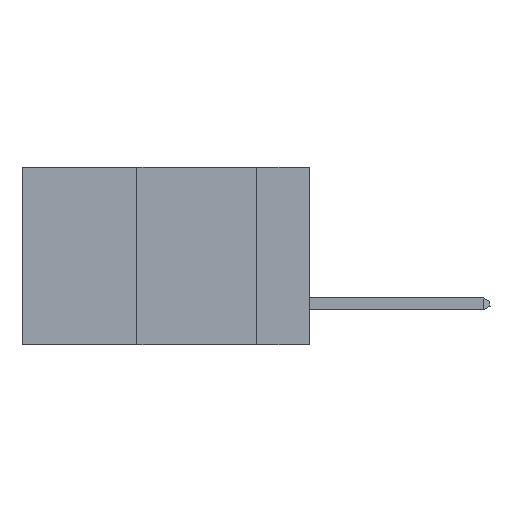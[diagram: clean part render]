
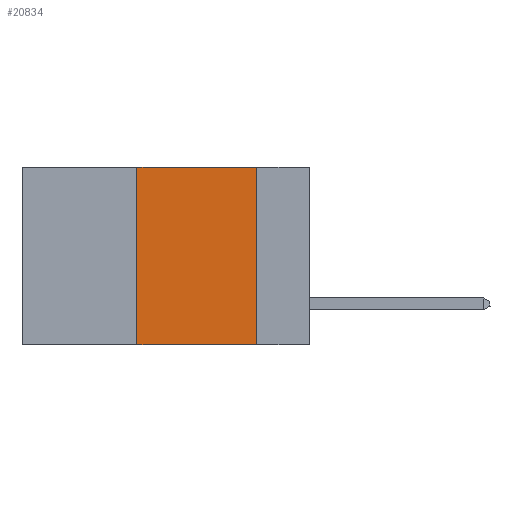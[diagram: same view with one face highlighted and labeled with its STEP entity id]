
A CAD part, left-side view. The second image highlights one B-rep face of the part: STEP entity #20834.
In plain terms, the highlighted planar face has unit normal (-1, 0, 0).
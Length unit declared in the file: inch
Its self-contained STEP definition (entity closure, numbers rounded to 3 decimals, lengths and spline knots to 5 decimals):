
#595 = CARTESIAN_POINT ( 'NONE',  ( 0., 0.11, 0. ) ) ;
#954 = AXIS2_PLACEMENT_3D ( 'NONE', #21586, #6522, #36781 ) ;
#3085 = VERTEX_POINT ( 'NONE', #23665 ) ;
#4551 = EDGE_CURVE ( 'NONE', #15458, #18265, #27511, .T. ) ;
#6522 = DIRECTION ( 'NONE',  ( 1., 0., 0. ) ) ;
#7078 = CARTESIAN_POINT ( 'NONE',  ( 0., 0.6, 0. ) ) ;
#10258 = CARTESIAN_POINT ( 'NONE',  ( 0., 0.11, -0.37 ) ) ;
#12496 = VERTEX_POINT ( 'NONE', #10258 ) ;
#12764 = CARTESIAN_POINT ( 'NONE',  ( 0., 0.36, 0. ) ) ;
#14945 = CARTESIAN_POINT ( 'NONE',  ( 0., 0.36, 0. ) ) ;
#15067 = VECTOR ( 'NONE', #27074, 39.37008 ) ;
#15458 = VERTEX_POINT ( 'NONE', #23675 ) ;
#17502 = PLANE ( 'NONE',  #954 ) ;
#18265 = VERTEX_POINT ( 'NONE', #14945 ) ;
#18843 = EDGE_CURVE ( 'NONE', #15458, #12496, #39490, .T. ) ;
#20834 = ADVANCED_FACE ( 'NONE', ( #44678 ), #17502, .F. ) ;
#21122 = CARTESIAN_POINT ( 'NONE',  ( 0., 0.6, -0.37 ) ) ;
#21586 = CARTESIAN_POINT ( 'NONE',  ( 0., 0.6, 0. ) ) ;
#22300 = DIRECTION ( 'NONE',  ( 0., -1., 0. ) ) ;
#23665 = CARTESIAN_POINT ( 'NONE',  ( 0., 0.11, 0. ) ) ;
#23675 = CARTESIAN_POINT ( 'NONE',  ( 0., 0.36, -0.37 ) ) ;
#25106 = LINE ( 'NONE', #595, #15067 ) ;
#26319 = VECTOR ( 'NONE', #31243, 39.37008 ) ;
#27074 = DIRECTION ( 'NONE',  ( 0., 0., -1. ) ) ;
#27511 = LINE ( 'NONE', #12764, #26319 ) ;
#27692 = VECTOR ( 'NONE', #40106, 39.37008 ) ;
#31046 = LINE ( 'NONE', #7078, #48807 ) ;
#31243 = DIRECTION ( 'NONE',  ( 0., 0., 1. ) ) ;
#36781 = DIRECTION ( 'NONE',  ( 0., 0., -1. ) ) ;
#39490 = LINE ( 'NONE', #21122, #27692 ) ;
#39569 = EDGE_LOOP ( 'NONE', ( #41908, #46282, #42490, #44199 ) ) ;
#40106 = DIRECTION ( 'NONE',  ( 0., -1., 0. ) ) ;
#41908 = ORIENTED_EDGE ( 'NONE', *, *, #43266, .F. ) ;
#42386 = EDGE_CURVE ( 'NONE', #18265, #3085, #31046, .T. ) ;
#42490 = ORIENTED_EDGE ( 'NONE', *, *, #4551, .F. ) ;
#43266 = EDGE_CURVE ( 'NONE', #3085, #12496, #25106, .T. ) ;
#44199 = ORIENTED_EDGE ( 'NONE', *, *, #18843, .T. ) ;
#44678 = FACE_OUTER_BOUND ( 'NONE', #39569, .T. ) ;
#46282 = ORIENTED_EDGE ( 'NONE', *, *, #42386, .F. ) ;
#48807 = VECTOR ( 'NONE', #22300, 39.37008 ) ;
